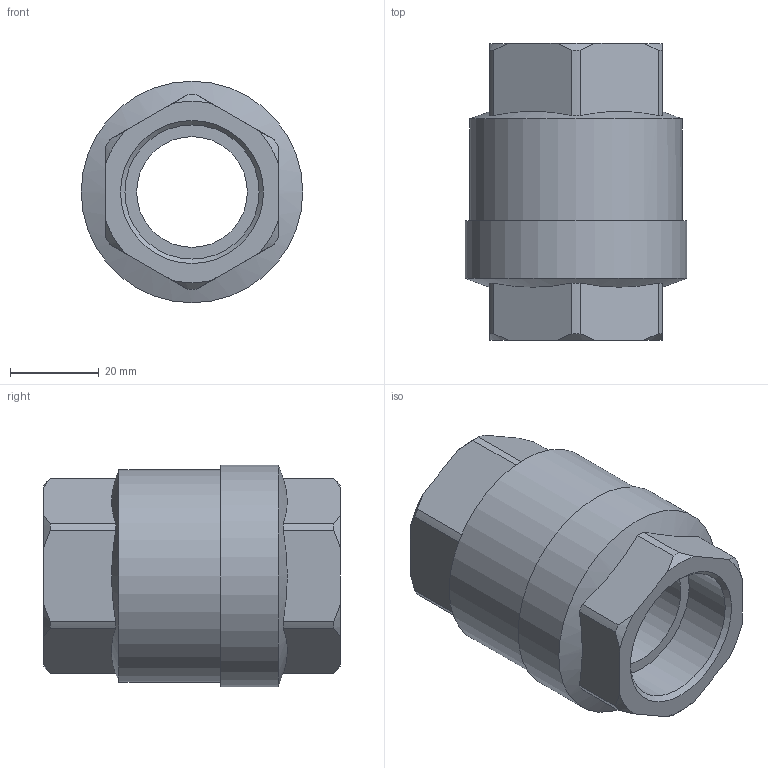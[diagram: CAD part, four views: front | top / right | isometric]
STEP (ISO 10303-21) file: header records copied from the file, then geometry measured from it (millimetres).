
FILE_DESCRIPTION( ( 'Unknown' ), '1' );
FILE_NAME( '2.625.025.stp', 'Unknown', ( 'Unknown' ), ( 'Unknown' ), 'PSStep 13.0', 'Unknown', ' ' );
FILE_SCHEMA( ( 'AUTOMOTIVE_DESIGN { 1 0 10303 214 1 1 1 1 }' ) );
Length unit declared in the file: millimetre
Products named in the file (1): 1
Bounding box: 50 x 67 x 50 mm (x, y, z)
Volume: 69972.6 mm3; surface area: 17782.3 mm2
Topology: 1 solids, 1 shells, 56 faces, 153 edges, 102 vertices
Faces by surface type: plane 23, cylinder 17, cone 16
Full cylindrical faces by diameter (mm): 25 x1, 30.291 x2, 48 x1, 50 x1
Entity records: 2256 total; most frequent: CARTESIAN_POINT 471, ORIENTED_EDGE 276, DIRECTION 264, EDGE_CURVE 138, AXIS2_PLACEMENT_3D 111, VERTEX_POINT 96, EDGE_LOOP 70, FACE_OUTER_BOUND 61
